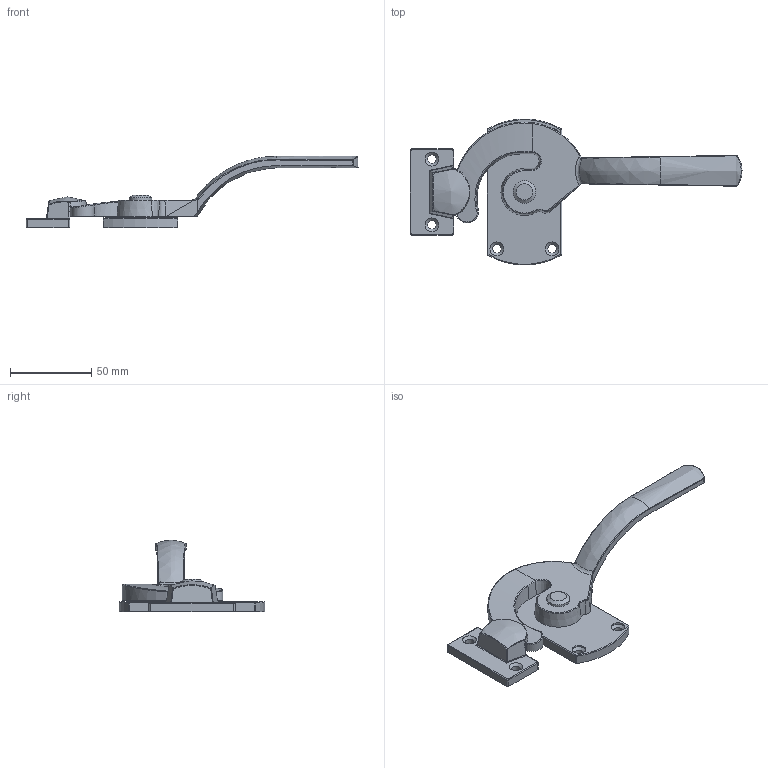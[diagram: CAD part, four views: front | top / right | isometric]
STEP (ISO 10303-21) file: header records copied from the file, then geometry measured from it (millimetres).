
FILE_DESCRIPTION(/* description */ (''),/* implementation_level */ '2;1');
FILE_NAME(/* name */ 'D-1114-1(R).stp',/* time_stamp */ '2026-03-03T13:15:13+09:00',/* author */ ('user'),/* organization */ (''),/* preprocessor_version */ 'ST-DEVELOPER v15.6',/* originating_system */ 'Autodesk Inventor 2015',/* authorisation */ '');
FILE_SCHEMA (('AUTOMOTIVE_DESIGN { 1 0 10303 214 3 1 1 }'));
Length unit declared in the file: millimetre
Products named in the file (6): D-1114-1_베이스; D-1114-1_핸들; D-1114-1_핀; D-1114-1_키퍼; D-1114-1_와샤; D-1114-1(R)
Bounding box: 204.5 x 89.74 x 44 mm (x, y, z)
Volume: 64352.6 mm3; surface area: 31089.1 mm2
Topology: 5 solids, 5 shells, 250 faces, 595 edges, 360 vertices
Faces by surface type: cylinder 87, bspline 67, plane 60, torus 17, cone 13, sphere 6
Full cylindrical faces by diameter (mm): 5.3 x6, 8 x1, 8.5 x4, 10 x4, 13 x1, 14 x1, 20 x1, 26 x1
Entity records: 8526 total; most frequent: CARTESIAN_POINT 2808, DIRECTION 1194, ORIENTED_EDGE 1128, EDGE_CURVE 564, AXIS2_PLACEMENT_3D 502, VERTEX_POINT 359, EDGE_LOOP 303, CIRCLE 281
